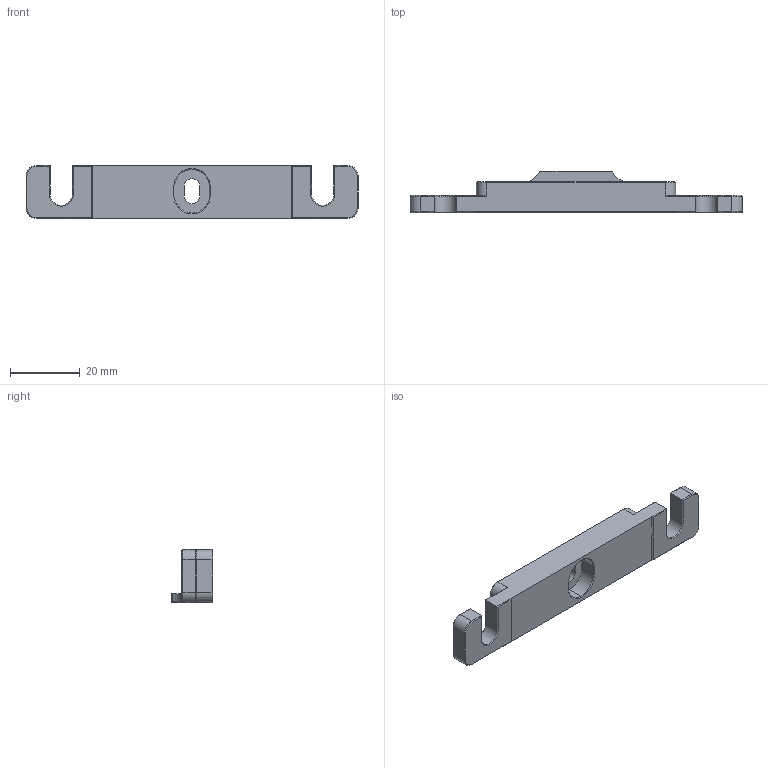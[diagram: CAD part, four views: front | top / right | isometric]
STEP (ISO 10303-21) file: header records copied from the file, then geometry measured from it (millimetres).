
FILE_DESCRIPTION (( 'STEP AP214' ), '1' );
FILE_NAME ('2.4.4.8_LZA-ZB30_30mm笼式系统笼板安装座.STEP', '2021-07-22T01:55:24', ( 'Microsoft' ), ( 'Microsoft' ), 'SwSTEP 2.0', 'SolidWorks 2018', '' );
FILE_SCHEMA (( 'AUTOMOTIVE_DESIGN' ));
Length unit declared in the file: millimetre
Products named in the file (1): 2.4.4.8_LZA-ZB30_30mm笼式系统笼板安装座
Bounding box: 95.25 x 12 x 15.24 mm (x, y, z)
Surface area: 4683.5 mm2 (no closed solid volume)
Topology: 0 solids, 1 shells, 110 faces, 260 edges, 153 vertices
Faces by surface type: plane 66, cone 26, cylinder 18
Entity records: 4320 total; most frequent: CARTESIAN_POINT 545, DIRECTION 540, ORIENTED_EDGE 520, EDGE_CURVE 260, VECTOR 188, LINE 188, AXIS2_PLACEMENT_3D 176, VERTEX_POINT 153
